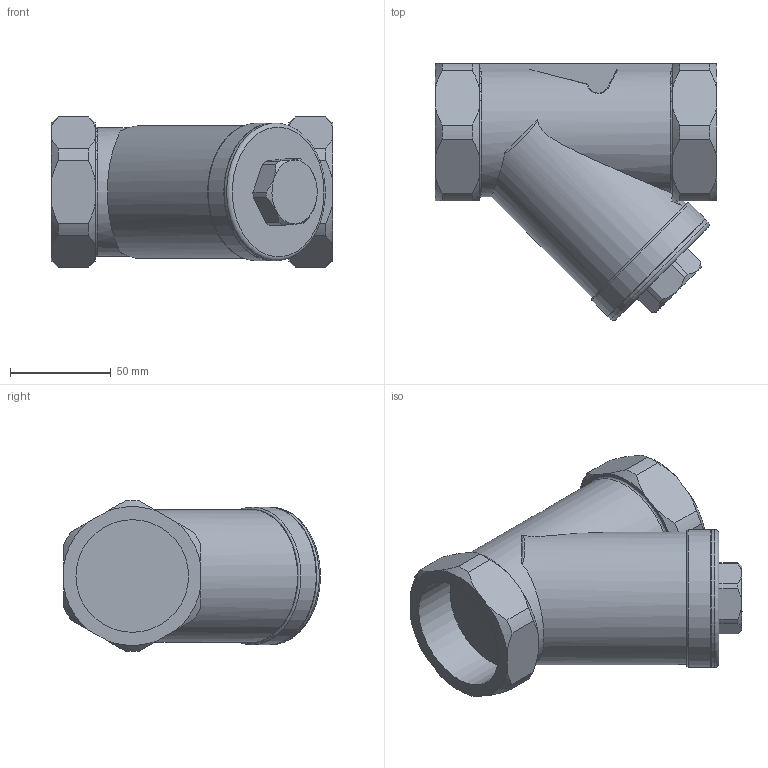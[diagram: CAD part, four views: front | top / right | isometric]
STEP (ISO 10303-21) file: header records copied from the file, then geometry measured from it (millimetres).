
FILE_DESCRIPTION((''),'2;1');
FILE_NAME('2460_09.stp','2013-11-20T17:29:59',('m.canal'),(''),'Autodesk Inventor 2013','Autodesk Inventor 2013','');
FILE_SCHEMA(('AUTOMOTIVE_DESIGN { 1 0 10303 214 1 1 1 1 }'));
Length unit declared in the file: millimetre
Products named in the file (3): 2460_09; body09; cap09
Assembly tree (2 placements, depth 2):
  2460_09
    body09
    cap09
Bounding box: 140 x 127.59 x 74.96 mm (x, y, z)
Volume: 451021.6 mm3; surface area: 80706.9 mm2
Topology: 2 solids, 2 shells, 113 faces, 312 edges, 205 vertices
Faces by surface type: plane 42, cylinder 31, cone 25, bspline 9, torus 6
Full cylindrical faces by diameter (mm): 56 x2, 58 x1, 66 x1, 68.5 x2
Entity records: 4225 total; most frequent: CARTESIAN_POINT 1465, ORIENTED_EDGE 596, DIRECTION 545, EDGE_CURVE 298, AXIS2_PLACEMENT_3D 227, VERTEX_POINT 201, EDGE_LOOP 129, FACE_OUTER_BOUND 113
